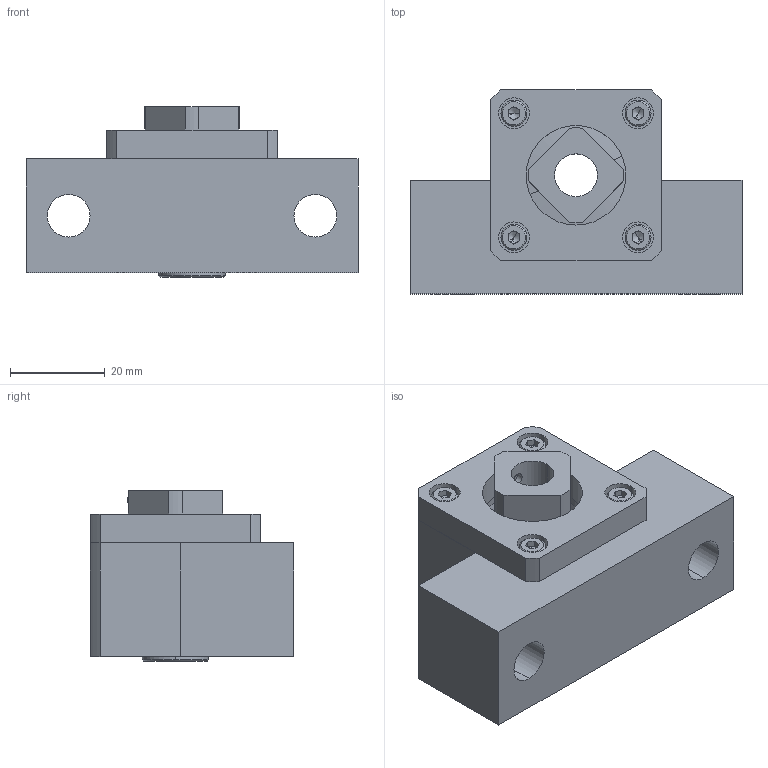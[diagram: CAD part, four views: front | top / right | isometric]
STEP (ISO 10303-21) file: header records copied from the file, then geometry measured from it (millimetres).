
FILE_DESCRIPTION (( 'STEP AP203' ), '1' );
FILE_NAME ('EK10.STEP', '2014-11-13T05:52:55', ( 'woni' ), ( '' ), 'SwSTEP 2.0', 'SolidWorks 2013', '' );
FILE_SCHEMA (( 'CONFIG_CONTROL_DESIGN' ));
Length unit declared in the file: millimetre
Products named in the file (10): M10 LOCK NUT; 7000A; EK10; EK10 COVER; STSSCW-M3x0.5P-3L-endtype_F_SM20C^EK10; EK10 COLLAR 01; EK10 OILSEAL; EK10 BLOCK; HSBOLT-M3x5L_SM20C^EK10; EK10 COLLAR 02
Assembly tree (13 placements, depth 2):
  EK10
    EK10 BLOCK
    7000A  x2
    EK10 COLLAR 01
    EK10 COLLAR 02
    EK10 COVER
    EK10 OILSEAL
    M10 LOCK NUT
    STSSCW-M3x0.5P-3L-endtype_F_SM20C^EK10
    HSBOLT-M3x5L_SM20C^EK10  x4
Bounding box: 70 x 43 x 36 mm (x, y, z)
Volume: 56544.9 mm3; surface area: 24500.8 mm2
Topology: 13 solids, 13 shells, 323 faces, 713 edges, 423 vertices
Faces by surface type: plane 114, cylinder 101, cone 80, bspline 20, torus 8
Entity records: 7575 total; most frequent: CARTESIAN_POINT 1493, DIRECTION 1127, ORIENTED_EDGE 938, EDGE_CURVE 469, AXIS2_PLACEMENT_3D 448, VERTEX_POINT 290, EDGE_LOOP 259, VECTOR 231
